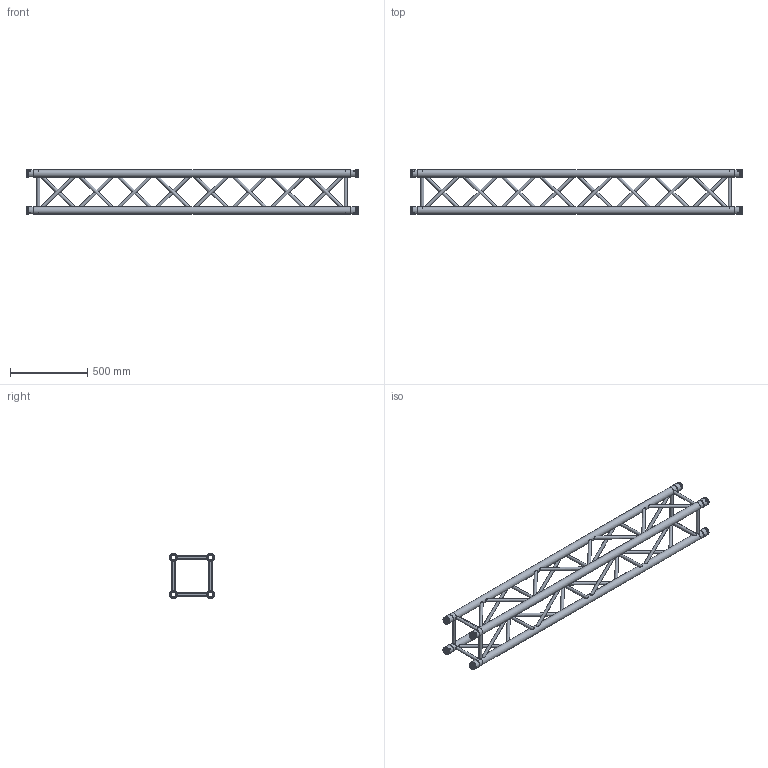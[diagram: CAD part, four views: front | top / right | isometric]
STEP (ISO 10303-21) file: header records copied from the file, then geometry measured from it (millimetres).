
FILE_DESCRIPTION(/* description */ (''),/* implementation_level */ '2;1');
FILE_NAME(/* name */ 'SQ-4112-215 F34215.stp',/* time_stamp */ '2021-02-11T11:39:44-08:00',/* author */ ('TheDanny'),/* organization */ (''),/* preprocessor_version */ 'ST-DEVELOPER v18.1',/* originating_system */ 'Autodesk Inventor 2021',/* authorisation */ '');
FILE_SCHEMA (('AUTOMOTIVE_DESIGN { 1 0 10303 214 3 1 1 }'));
Length unit declared in the file: inch
Products named in the file (53): SQ-4112-215 F34215; SQ-4112-215 F342151; SQ-4112-215 F342152; SQ-4112-215 F342153; SQ-4112-215 F342154; SQ-4112-215 F342155; SQ-4112-215 F342156; SQ-4112-215 F342157; SQ-4112-215 F342158; SQ-4112-215 F342159; SQ-4112-215 F3421510; SQ-4112-215 F3421511; SQ-4112-215 F3421512; SQ-4112-215 F3421513; SQ-4112-215 F3421514; SQ-4112-215 F3421515; SQ-4112-215 F3421516; SQ-4112-215 F3421517; SQ-4112-215 F3421518; SQ-4112-215 F3421519; SQ-4112-215 F3421520; SQ-4112-215 F3421521; SQ-4112-215 F3421522; SQ-4112-215 F3421523; SQ-4112-215 F3421524; SQ-4112-215 F3421525; SQ-4112-215 F3421526; SQ-4112-215 F3421527; SQ-4112-215 F3421528; SQ-4112-215 F3421529; SQ-4112-215 F3421530; SQ-4112-215 F3421531; SQ-4112-215 F3421532; SQ-4112-215 F3421533; SQ-4112-215 F3421534; SQ-4112-215 F3421535; SQ-4112-215 F3421536; SQ-4112-215 F3421537; SQ-4112-215 F3421538; SQ-4112-215 F3421539 ...
Assembly tree (52 placements, depth 2):
  SQ-4112-215 F34215
    SQ-4112-215 F342151
    SQ-4112-215 F342152
    SQ-4112-215 F342153
    SQ-4112-215 F342154
    SQ-4112-215 F342155
    SQ-4112-215 F342156
    SQ-4112-215 F342157
    SQ-4112-215 F342158
    SQ-4112-215 F342159
    SQ-4112-215 F3421510
    SQ-4112-215 F3421511
    SQ-4112-215 F3421512
    SQ-4112-215 F3421513
    SQ-4112-215 F3421514
    SQ-4112-215 F3421515
    SQ-4112-215 F3421516
    SQ-4112-215 F3421517
    SQ-4112-215 F3421518
    SQ-4112-215 F3421519
    SQ-4112-215 F3421520
    SQ-4112-215 F3421521
    SQ-4112-215 F3421522
    SQ-4112-215 F3421523
    SQ-4112-215 F3421524
    SQ-4112-215 F3421525
    SQ-4112-215 F3421526
    SQ-4112-215 F3421527
    SQ-4112-215 F3421528
    SQ-4112-215 F3421529
    SQ-4112-215 F3421530
    SQ-4112-215 F3421531
    SQ-4112-215 F3421532
    SQ-4112-215 F3421533
    SQ-4112-215 F3421534
    SQ-4112-215 F3421535
    SQ-4112-215 F3421536
    SQ-4112-215 F3421537
    SQ-4112-215 F3421538
    SQ-4112-215 F3421539
    SQ-4112-215 F3421540
    SQ-4112-215 F3421541
    SQ-4112-215 F3421542
    SQ-4112-215 F3421543
    SQ-4112-215 F3421544
    SQ-4112-215 F3421545
    SQ-4112-215 F3421546
    SQ-4112-215 F3421547
    SQ-4112-215 F3421548
    SQ-4112-215 F3421549
    SQ-4112-215 F3421550
    SQ-4112-215 F3421551
    SQ-4112-215 F3421552
Bounding box: 2150 x 290 x 290 mm (x, y, z)
Volume: 4323126.1 mm3; surface area: 3835345.3 mm2
Topology: 52 solids, 52 shells, 304 faces, 776 edges, 560 vertices
Faces by surface type: cylinder 192, cone 56, torus 32, plane 24
Full cylindrical faces by diameter (mm): 16 x40, 20 x40, 30.3 x8, 45.8 x8, 46 x4, 50 x12
Entity records: 23907 total; most frequent: CARTESIAN_POINT 14817, ORIENTED_EDGE 1552, DIRECTION 1386, EDGE_CURVE 776, AXIS2_PLACEMENT_3D 601, VERTEX_POINT 560, EDGE_LOOP 424, B_SPLINE_CURVE_WITH_KNOTS 400
